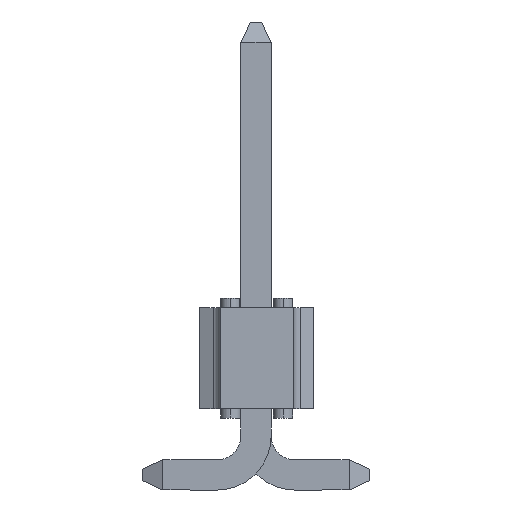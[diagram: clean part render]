
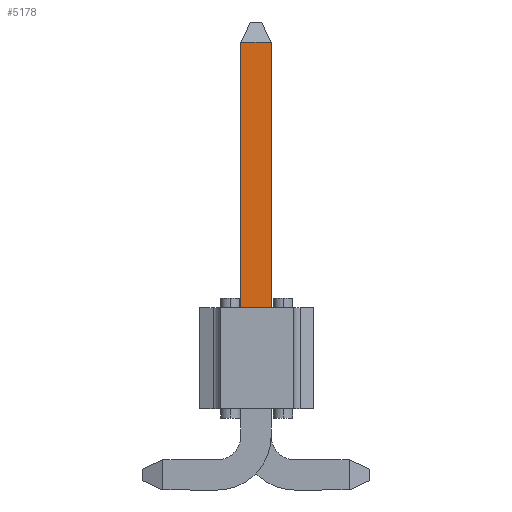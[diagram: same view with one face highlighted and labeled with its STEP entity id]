
A CAD part, left-side view. The second image highlights one B-rep face of the part: STEP entity #5178.
In plain terms, the highlighted planar face has unit normal (-1, 0, 0).
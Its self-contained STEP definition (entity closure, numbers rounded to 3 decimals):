
#2175 = EDGE_CURVE('',#2176,#2178,#2180,.T.);
#2176 = VERTEX_POINT('',#2177);
#2177 = CARTESIAN_POINT('',(-6.67,0.32,3.86));
#2178 = VERTEX_POINT('',#2179);
#2179 = CARTESIAN_POINT('',(-6.67,-0.32,3.86));
#2180 = LINE('',#2181,#2182);
#2181 = CARTESIAN_POINT('',(-6.67,0.32,3.86));
#2182 = VECTOR('',#2183,1.);
#2183 = DIRECTION('',(0.,-1.,0.));
#5178 = ADVANCED_FACE('',(#5179),#5204,.T.);
#5179 = FACE_BOUND('',#5180,.F.);
#5180 = EDGE_LOOP('',(#5181,#5182,#5190,#5198));
#5181 = ORIENTED_EDGE('',*,*,#2175,.F.);
#5182 = ORIENTED_EDGE('',*,*,#5183,.F.);
#5183 = EDGE_CURVE('',#5184,#2176,#5186,.T.);
#5184 = VERTEX_POINT('',#5185);
#5185 = CARTESIAN_POINT('',(-6.67,0.32,9.471));
#5186 = LINE('',#5187,#5188);
#5187 = CARTESIAN_POINT('',(-6.67,0.32,9.471));
#5188 = VECTOR('',#5189,1.);
#5189 = DIRECTION('',(0.,0.,-1.));
#5190 = ORIENTED_EDGE('',*,*,#5191,.F.);
#5191 = EDGE_CURVE('',#5192,#5184,#5194,.T.);
#5192 = VERTEX_POINT('',#5193);
#5193 = CARTESIAN_POINT('',(-6.67,-0.32,9.471));
#5194 = LINE('',#5195,#5196);
#5195 = CARTESIAN_POINT('',(-6.67,-0.32,9.471));
#5196 = VECTOR('',#5197,1.);
#5197 = DIRECTION('',(0.,1.,0.));
#5198 = ORIENTED_EDGE('',*,*,#5199,.F.);
#5199 = EDGE_CURVE('',#2178,#5192,#5200,.T.);
#5200 = LINE('',#5201,#5202);
#5201 = CARTESIAN_POINT('',(-6.67,-0.32,3.86));
#5202 = VECTOR('',#5203,1.);
#5203 = DIRECTION('',(0.,0.,1.));
#5204 = PLANE('',#5205);
#5205 = AXIS2_PLACEMENT_3D('',#5206,#5207,#5208);
#5206 = CARTESIAN_POINT('',(-6.67,0.824,4.736));
#5207 = DIRECTION('',(-1.,0.,0.));
#5208 = DIRECTION('',(0.,-1.,0.));
